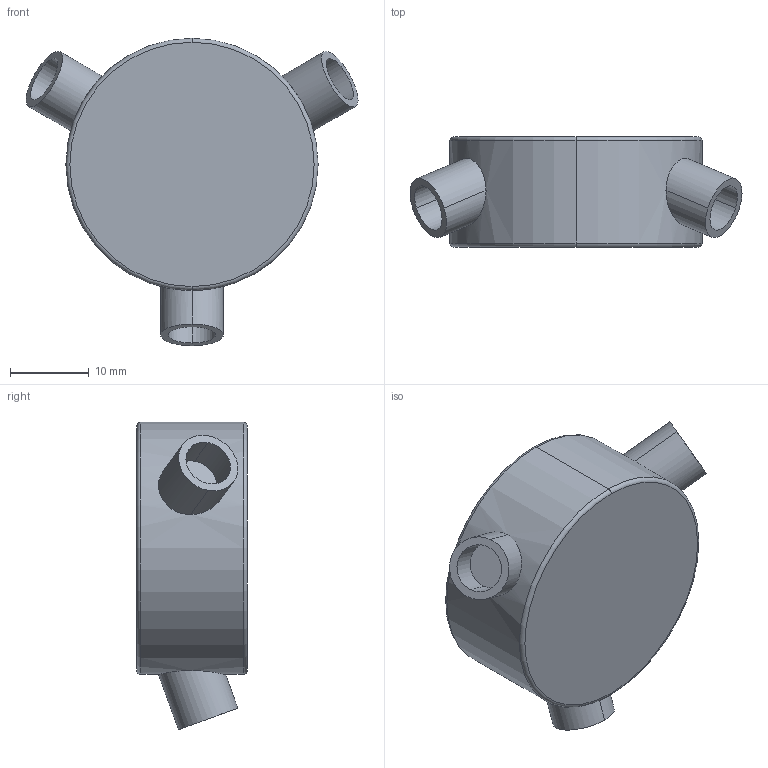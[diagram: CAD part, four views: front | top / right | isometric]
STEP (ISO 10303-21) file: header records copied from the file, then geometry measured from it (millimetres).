
FILE_DESCRIPTION (( 'STEP AP203' ), '1' );
FILE_NAME ('PLATFORM_V2_Platform_sldprt.STEP', '2023-11-14T08:15:13', ( '' ), ( '' ), 'SwSTEP 2.0', 'SolidWorks 2021', '' );
FILE_SCHEMA (( 'CONFIG_CONTROL_DESIGN' ));
Length unit declared in the file: millimetre
Products named in the file (1): PLATFORM_V2_Platform_sldprt
Bounding box: 42.13 x 14 x 39.01 mm (x, y, z)
Volume: 5592 mm3; surface area: 4558.9 mm2
Topology: 1 solids, 1 shells, 33 faces, 65 edges, 40 vertices
Faces by surface type: cylinder 16, plane 9, torus 8
Entity records: 1124 total; most frequent: CARTESIAN_POINT 337, DIRECTION 169, ORIENTED_EDGE 130, AXIS2_PLACEMENT_3D 76, EDGE_CURVE 65, CIRCLE 42, VERTEX_POINT 40, EDGE_LOOP 39
